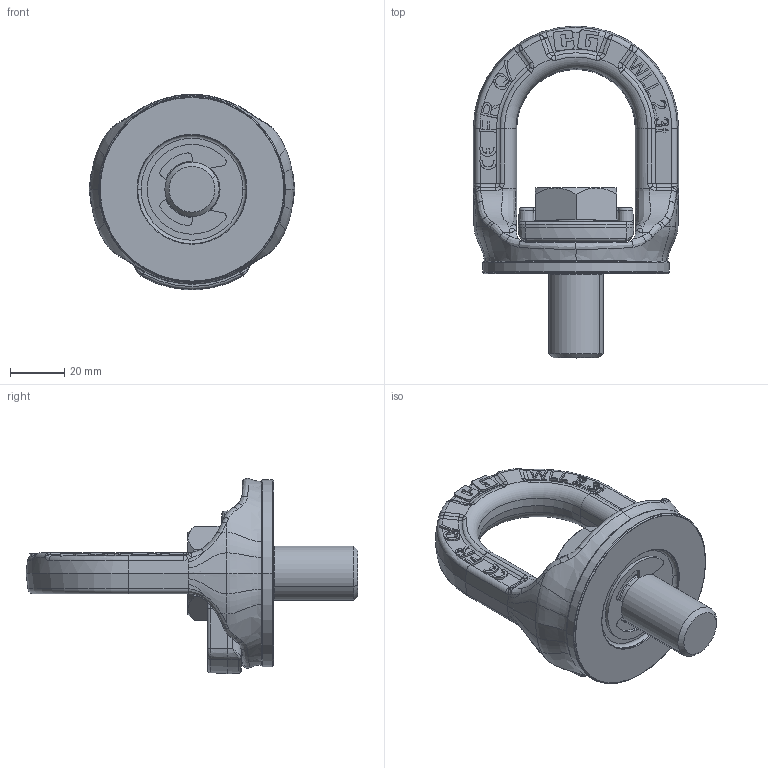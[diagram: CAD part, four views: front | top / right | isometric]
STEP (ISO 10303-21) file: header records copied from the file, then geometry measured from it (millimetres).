
FILE_DESCRIPTION((''),'2;1');
FILE_NAME('2037581','2016-08-12T',('pverbrugge'),('The Crosby Group LLC'),'CREO PARAMETRIC BY PTC INC, 2015290','CREO PARAMETRIC BY PTC INC, 2015290','');
FILE_SCHEMA(('AUTOMOTIVE_DESIGN { 1 0 10303 214 1 1 1 1 }'));
Products named in the file (1): 2037581
Bounding box: 75.6 x 122.05 x 71.77 mm (x, y, z)
Volume: 121155.7 mm3; surface area: 34466.1 mm2
Topology: 1 solids, 1 shells, 920 faces, 2320 edges, 1408 vertices
Faces by surface type: plane 259, bspline 221, cylinder 130, torus 118, extrusion 114, cone 72, sphere 6
Entity records: 63616 total; most frequent: CARTESIAN_POINT 24562, ORIENTED_EDGE 4640, DIRECTION 3631, PRESENTATION_STYLE_ASSIGNMENT 3355, STYLED_ITEM 2435, CURVE_STYLE 2434, EDGE_CURVE 2320, FILL_AREA_STYLE_COLOUR 1841
